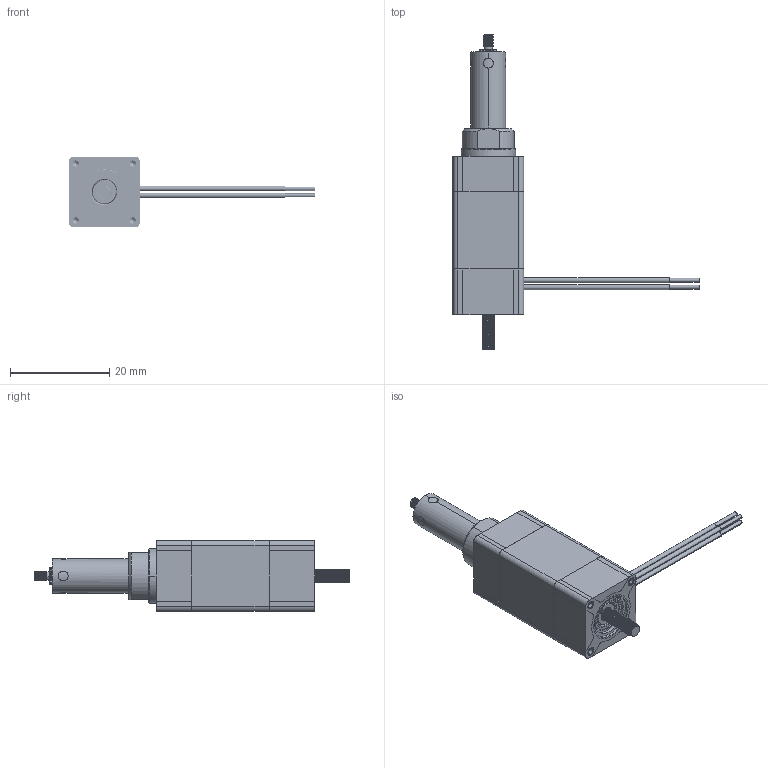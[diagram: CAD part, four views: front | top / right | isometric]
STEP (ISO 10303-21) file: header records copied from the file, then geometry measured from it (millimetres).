
FILE_DESCRIPTION((''),'2;1');
FILE_NAME('6K2103AB4-20SMSN-101_ASM','2022-12-07T',('yb5810'),(''),'CREO PARAMETRIC BY PTC INC, 2018220','CREO PARAMETRIC BY PTC INC, 2018220','');
FILE_SCHEMA(('CONFIG_CONTROL_DESIGN'));
Products named in the file (29): 02-700_AF0; 02-702-2_ASM; 12-098-1; 09-005A; 01-315-5; 01-315-6; 02-702-1_ASM; 06H-ZST; 02-702-1Z_ASM; 10-127; 10-131; 07-088; 03-750-1_AF0; 07-081_AF0; 03-750-1_AF1; 04-814_AF1; 08-143-14_AF0; 04-815-3_AF2_ASM; 10-561; 03-813-3_ASM; 04-821-4_AF1; 08-137-6; 04-823-4_AF0_ASM; 04-820-4_ASM; 04-817-4; 10-051-1; 05-1227-4; 06-234-2; 6K2103AB4-20SMSN-101_ASM
Assembly tree (31 placements, depth 5):
  6K2103AB4-20SMSN-101_ASM
    02-702-1Z_ASM
      02-702-1_ASM
        02-702-2_ASM
          02-700_AF0
        12-098-1  x2
        09-005A
        01-315-5
        01-315-6
      06H-ZST
    10-127
    10-131  x2
    07-088  x2
    03-813-3_ASM
      03-750-1_AF0
      07-081_AF0
      03-750-1_AF1
      04-815-3_AF2_ASM
        04-814_AF1
        08-143-14_AF0
      10-561
    04-820-4_ASM
      04-823-4_AF0_ASM
        04-821-4_AF1
        08-137-6
    04-817-4
    10-051-1
    05-1227-4
    06-234-2
Bounding box: 49.7 x 63.5 x 14.3 mm (x, y, z)
Volume: 7787.1 mm3; surface area: 16715.9 mm2
Topology: 27 solids, 38 shells, 2998 faces, 8420 edges, 5533 vertices
Faces by surface type: cylinder 1763, plane 1064, bspline 113, cone 34, torus 24
Entity records: 115063 total; most frequent: CARTESIAN_POINT 47041, ORIENTED_EDGE 14440, DIRECTION 14158, EDGE_CURVE 7242, AXIS2_PLACEMENT_3D 5215, VERTEX_POINT 4773, VECTOR 3728, LINE 3728
